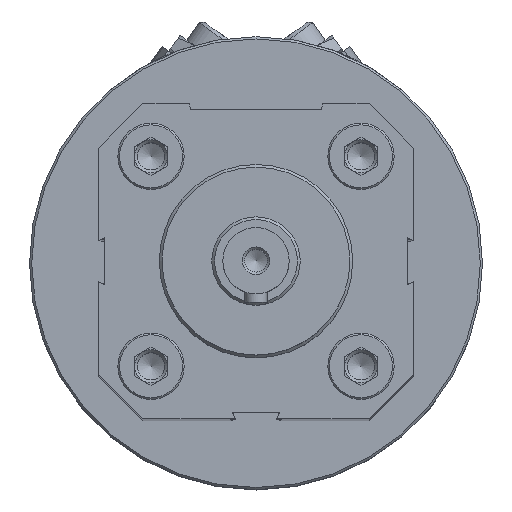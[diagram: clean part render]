
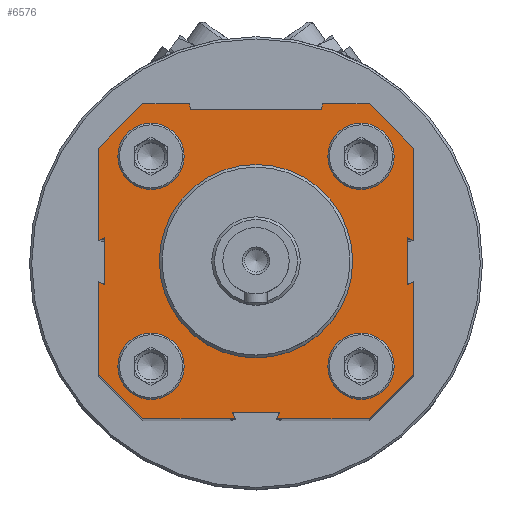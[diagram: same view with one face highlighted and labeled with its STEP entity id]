
A CAD part, top view. The second image highlights one B-rep face of the part: STEP entity #6576.
In plain terms, the highlighted face is planar.
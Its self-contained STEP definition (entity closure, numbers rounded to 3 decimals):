
#350=LINE('',#10080,#877);
#351=LINE('',#10083,#878);
#352=LINE('',#10085,#879);
#353=LINE('',#10087,#880);
#354=LINE('',#10089,#881);
#355=LINE('',#10091,#882);
#356=LINE('',#10093,#883);
#357=LINE('',#10095,#884);
#358=LINE('',#10097,#885);
#359=LINE('',#10099,#886);
#360=LINE('',#10101,#887);
#361=LINE('',#10103,#888);
#362=LINE('',#10105,#889);
#363=LINE('',#10107,#890);
#364=LINE('',#10109,#891);
#365=LINE('',#10111,#892);
#366=LINE('',#10113,#893);
#367=LINE('',#10115,#894);
#368=LINE('',#10117,#895);
#369=LINE('',#10119,#896);
#370=LINE('',#10121,#897);
#371=LINE('',#10123,#898);
#372=LINE('',#10125,#899);
#373=LINE('',#10127,#900);
#877=VECTOR('',#7947,1000.);
#878=VECTOR('',#7948,1000.);
#879=VECTOR('',#7949,1000.);
#880=VECTOR('',#7950,1000.);
#881=VECTOR('',#7951,1000.);
#882=VECTOR('',#7952,1000.);
#883=VECTOR('',#7953,1000.);
#884=VECTOR('',#7954,1000.);
#885=VECTOR('',#7955,1000.);
#886=VECTOR('',#7956,1000.);
#887=VECTOR('',#7957,1000.);
#888=VECTOR('',#7958,1000.);
#889=VECTOR('',#7959,1000.);
#890=VECTOR('',#7960,1000.);
#891=VECTOR('',#7961,1000.);
#892=VECTOR('',#7962,1000.);
#893=VECTOR('',#7963,1000.);
#894=VECTOR('',#7964,1000.);
#895=VECTOR('',#7965,1000.);
#896=VECTOR('',#7966,1000.);
#897=VECTOR('',#7967,1000.);
#898=VECTOR('',#7968,1000.);
#899=VECTOR('',#7969,1000.);
#900=VECTOR('',#7970,1000.);
#1404=ORIENTED_EDGE('',*,*,#3236,.F.);
#1405=ORIENTED_EDGE('',*,*,#3237,.F.);
#1406=ORIENTED_EDGE('',*,*,#3238,.F.);
#1407=ORIENTED_EDGE('',*,*,#3239,.F.);
#1408=ORIENTED_EDGE('',*,*,#3240,.F.);
#1409=ORIENTED_EDGE('',*,*,#3241,.F.);
#1410=ORIENTED_EDGE('',*,*,#3242,.F.);
#1411=ORIENTED_EDGE('',*,*,#3243,.F.);
#1412=ORIENTED_EDGE('',*,*,#3244,.F.);
#1413=ORIENTED_EDGE('',*,*,#3245,.F.);
#1414=ORIENTED_EDGE('',*,*,#3246,.F.);
#1415=ORIENTED_EDGE('',*,*,#3247,.F.);
#1416=ORIENTED_EDGE('',*,*,#3248,.F.);
#1417=ORIENTED_EDGE('',*,*,#3249,.F.);
#1418=ORIENTED_EDGE('',*,*,#3250,.F.);
#1419=ORIENTED_EDGE('',*,*,#3251,.F.);
#1420=ORIENTED_EDGE('',*,*,#3252,.F.);
#1421=ORIENTED_EDGE('',*,*,#3253,.F.);
#1422=ORIENTED_EDGE('',*,*,#3254,.F.);
#1423=ORIENTED_EDGE('',*,*,#3255,.F.);
#1424=ORIENTED_EDGE('',*,*,#3256,.F.);
#1425=ORIENTED_EDGE('',*,*,#3257,.F.);
#1426=ORIENTED_EDGE('',*,*,#3258,.F.);
#1427=ORIENTED_EDGE('',*,*,#3259,.F.);
#1428=ORIENTED_EDGE('',*,*,#3260,.F.);
#1429=ORIENTED_EDGE('',*,*,#3261,.F.);
#1430=ORIENTED_EDGE('',*,*,#3262,.F.);
#1431=ORIENTED_EDGE('',*,*,#3263,.F.);
#1432=ORIENTED_EDGE('',*,*,#3264,.F.);
#3236=EDGE_CURVE('',#4152,#4152,#4800,.T.);
#3237=EDGE_CURVE('',#4153,#4153,#4801,.T.);
#3238=EDGE_CURVE('',#4154,#4154,#4802,.F.);
#3239=EDGE_CURVE('',#4155,#4156,#350,.T.);
#3240=EDGE_CURVE('',#4157,#4155,#351,.T.);
#3241=EDGE_CURVE('',#4158,#4157,#352,.T.);
#3242=EDGE_CURVE('',#4159,#4158,#353,.T.);
#3243=EDGE_CURVE('',#4160,#4159,#354,.T.);
#3244=EDGE_CURVE('',#4161,#4160,#355,.T.);
#3245=EDGE_CURVE('',#4162,#4161,#356,.T.);
#3246=EDGE_CURVE('',#4163,#4162,#357,.T.);
#3247=EDGE_CURVE('',#4164,#4163,#358,.T.);
#3248=EDGE_CURVE('',#4165,#4164,#359,.T.);
#3249=EDGE_CURVE('',#4166,#4165,#360,.T.);
#3250=EDGE_CURVE('',#4167,#4166,#361,.T.);
#3251=EDGE_CURVE('',#4168,#4167,#362,.T.);
#3252=EDGE_CURVE('',#4169,#4168,#363,.T.);
#3253=EDGE_CURVE('',#4170,#4169,#364,.T.);
#3254=EDGE_CURVE('',#4171,#4170,#365,.T.);
#3255=EDGE_CURVE('',#4172,#4171,#366,.T.);
#3256=EDGE_CURVE('',#4173,#4172,#367,.T.);
#3257=EDGE_CURVE('',#4174,#4173,#368,.T.);
#3258=EDGE_CURVE('',#4175,#4174,#369,.T.);
#3259=EDGE_CURVE('',#4176,#4175,#370,.T.);
#3260=EDGE_CURVE('',#4177,#4176,#371,.T.);
#3261=EDGE_CURVE('',#4178,#4177,#372,.T.);
#3262=EDGE_CURVE('',#4156,#4178,#373,.T.);
#3263=EDGE_CURVE('',#4179,#4179,#4803,.T.);
#3264=EDGE_CURVE('',#4180,#4180,#4804,.T.);
#4152=VERTEX_POINT('',#10075);
#4153=VERTEX_POINT('',#10077);
#4154=VERTEX_POINT('',#10079);
#4155=VERTEX_POINT('',#10081);
#4156=VERTEX_POINT('',#10082);
#4157=VERTEX_POINT('',#10084);
#4158=VERTEX_POINT('',#10086);
#4159=VERTEX_POINT('',#10088);
#4160=VERTEX_POINT('',#10090);
#4161=VERTEX_POINT('',#10092);
#4162=VERTEX_POINT('',#10094);
#4163=VERTEX_POINT('',#10096);
#4164=VERTEX_POINT('',#10098);
#4165=VERTEX_POINT('',#10100);
#4166=VERTEX_POINT('',#10102);
#4167=VERTEX_POINT('',#10104);
#4168=VERTEX_POINT('',#10106);
#4169=VERTEX_POINT('',#10108);
#4170=VERTEX_POINT('',#10110);
#4171=VERTEX_POINT('',#10112);
#4172=VERTEX_POINT('',#10114);
#4173=VERTEX_POINT('',#10116);
#4174=VERTEX_POINT('',#10118);
#4175=VERTEX_POINT('',#10120);
#4176=VERTEX_POINT('',#10122);
#4177=VERTEX_POINT('',#10124);
#4178=VERTEX_POINT('',#10126);
#4179=VERTEX_POINT('',#10129);
#4180=VERTEX_POINT('',#10131);
#4800=CIRCLE('',#7135,6.);
#4801=CIRCLE('',#7136,6.);
#4802=CIRCLE('',#7137,17.5);
#4803=CIRCLE('',#7138,6.);
#4804=CIRCLE('',#7139,6.);
#5155=EDGE_LOOP('',(#1404));
#5156=EDGE_LOOP('',(#1405));
#5157=EDGE_LOOP('',(#1406));
#5158=EDGE_LOOP('',(#1407,#1408,#1409,#1410,#1411,#1412,#1413,#1414,#1415,
#1416,#1417,#1418,#1419,#1420,#1421,#1422,#1423,#1424,#1425,#1426,#1427,
#1428,#1429,#1430));
#5159=EDGE_LOOP('',(#1431));
#5160=EDGE_LOOP('',(#1432));
#5746=FACE_BOUND('',#5155,.T.);
#5747=FACE_BOUND('',#5156,.T.);
#5748=FACE_BOUND('',#5157,.T.);
#5749=FACE_BOUND('',#5158,.T.);
#5750=FACE_BOUND('',#5159,.T.);
#5751=FACE_BOUND('',#5160,.T.);
#6346=PLANE('',#7134);
#6576=ADVANCED_FACE('',(#5746,#5747,#5748,#5749,#5750,#5751),#6346,.F.);
#7134=AXIS2_PLACEMENT_3D('',#10073,#7939,#7940);
#7135=AXIS2_PLACEMENT_3D('',#10074,#7941,#7942);
#7136=AXIS2_PLACEMENT_3D('',#10076,#7943,#7944);
#7137=AXIS2_PLACEMENT_3D('',#10078,#7945,#7946);
#7138=AXIS2_PLACEMENT_3D('',#10128,#7971,#7972);
#7139=AXIS2_PLACEMENT_3D('',#10130,#7973,#7974);
#7939=DIRECTION('',(1.,0.,0.));
#7940=DIRECTION('',(0.,0.,-1.));
#7941=DIRECTION('',(-1.,0.,0.));
#7942=DIRECTION('',(0.,0.,1.));
#7943=DIRECTION('',(-1.,0.,0.));
#7944=DIRECTION('',(0.,0.,1.));
#7945=DIRECTION('',(1.,0.,0.));
#7946=DIRECTION('',(0.,0.,-1.));
#7947=DIRECTION('',(0.,-1.,0.));
#7948=DIRECTION('',(0.,0.429,0.903));
#7949=DIRECTION('',(0.,-1.,0.));
#7950=DIRECTION('',(0.,0.429,-0.903));
#7951=DIRECTION('',(0.,-1.,0.));
#7952=DIRECTION('',(0.,-0.707,0.707));
#7953=DIRECTION('',(0.,0.,1.));
#7954=DIRECTION('',(0.,0.996,0.087));
#7955=DIRECTION('',(0.,0.,1.));
#7956=DIRECTION('',(0.,-0.996,0.087));
#7957=DIRECTION('',(0.,0.,1.));
#7958=DIRECTION('',(0.,0.707,0.707));
#7959=DIRECTION('',(0.,1.,0.));
#7960=DIRECTION('',(0.,-0.429,-0.903));
#7961=DIRECTION('',(0.,1.,0.));
#7962=DIRECTION('',(0.,-0.429,0.903));
#7963=DIRECTION('',(0.,1.,0.));
#7964=DIRECTION('',(0.,0.707,-0.707));
#7965=DIRECTION('',(0.,0.,-1.));
#7966=DIRECTION('',(0.,-0.903,0.429));
#7967=DIRECTION('',(0.,0.,-1.));
#7968=DIRECTION('',(0.,0.903,0.429));
#7969=DIRECTION('',(0.,0.,-1.));
#7970=DIRECTION('',(0.,-0.707,-0.707));
#7971=DIRECTION('',(-1.,0.,0.));
#7972=DIRECTION('',(0.,0.,1.));
#7973=DIRECTION('',(-1.,0.,0.));
#7974=DIRECTION('',(0.,0.,1.));
#10073=CARTESIAN_POINT('',(-271.2,0.,0.));
#10074=CARTESIAN_POINT('',(-271.2,-19.,19.));
#10075=CARTESIAN_POINT('',(-271.2,-19.,25.));
#10076=CARTESIAN_POINT('',(-271.2,19.,-19.));
#10077=CARTESIAN_POINT('',(-271.2,19.,-13.));
#10078=CARTESIAN_POINT('',(-271.2,0.,0.));
#10079=CARTESIAN_POINT('',(-271.2,0.,-17.5));
#10080=CARTESIAN_POINT('',(-271.2,-3.734,28.5));
#10081=CARTESIAN_POINT('',(-271.2,-3.734,28.5));
#10082=CARTESIAN_POINT('',(-271.2,-20.5,28.5));
#10083=CARTESIAN_POINT('',(-271.2,-4.275,27.36));
#10084=CARTESIAN_POINT('',(-271.2,-4.275,27.36));
#10085=CARTESIAN_POINT('',(-271.2,4.275,27.36));
#10086=CARTESIAN_POINT('',(-271.2,4.275,27.36));
#10087=CARTESIAN_POINT('',(-271.2,3.734,28.5));
#10088=CARTESIAN_POINT('',(-271.2,3.734,28.5));
#10089=CARTESIAN_POINT('',(-271.2,20.5,28.5));
#10090=CARTESIAN_POINT('',(-271.2,20.5,28.5));
#10091=CARTESIAN_POINT('',(-271.2,28.5,20.5));
#10092=CARTESIAN_POINT('',(-271.2,28.5,20.5));
#10093=CARTESIAN_POINT('',(-271.2,28.5,12.));
#10094=CARTESIAN_POINT('',(-271.2,28.5,12.));
#10095=CARTESIAN_POINT('',(-271.2,27.474,11.91));
#10096=CARTESIAN_POINT('',(-271.2,27.474,11.91));
#10097=CARTESIAN_POINT('',(-271.2,27.474,-11.91));
#10098=CARTESIAN_POINT('',(-271.2,27.474,-11.91));
#10099=CARTESIAN_POINT('',(-271.2,28.5,-12.));
#10100=CARTESIAN_POINT('',(-271.2,28.5,-12.));
#10101=CARTESIAN_POINT('',(-271.2,28.5,-20.5));
#10102=CARTESIAN_POINT('',(-271.2,28.5,-20.5));
#10103=CARTESIAN_POINT('',(-271.2,20.5,-28.5));
#10104=CARTESIAN_POINT('',(-271.2,20.5,-28.5));
#10105=CARTESIAN_POINT('',(-271.2,3.734,-28.5));
#10106=CARTESIAN_POINT('',(-271.2,3.734,-28.5));
#10107=CARTESIAN_POINT('',(-271.2,4.275,-27.36));
#10108=CARTESIAN_POINT('',(-271.2,4.275,-27.36));
#10109=CARTESIAN_POINT('',(-271.2,-4.275,-27.36));
#10110=CARTESIAN_POINT('',(-271.2,-4.275,-27.36));
#10111=CARTESIAN_POINT('',(-271.2,-3.734,-28.5));
#10112=CARTESIAN_POINT('',(-271.2,-3.734,-28.5));
#10113=CARTESIAN_POINT('',(-271.2,-20.5,-28.5));
#10114=CARTESIAN_POINT('',(-271.2,-20.5,-28.5));
#10115=CARTESIAN_POINT('',(-271.2,-28.5,-20.5));
#10116=CARTESIAN_POINT('',(-271.2,-28.5,-20.5));
#10117=CARTESIAN_POINT('',(-271.2,-28.5,-3.734));
#10118=CARTESIAN_POINT('',(-271.2,-28.5,-3.734));
#10119=CARTESIAN_POINT('',(-271.2,-27.36,-4.275));
#10120=CARTESIAN_POINT('',(-271.2,-27.36,-4.275));
#10121=CARTESIAN_POINT('',(-271.2,-27.36,4.275));
#10122=CARTESIAN_POINT('',(-271.2,-27.36,4.275));
#10123=CARTESIAN_POINT('',(-271.2,-28.5,3.734));
#10124=CARTESIAN_POINT('',(-271.2,-28.5,3.734));
#10125=CARTESIAN_POINT('',(-271.2,-28.5,20.5));
#10126=CARTESIAN_POINT('',(-271.2,-28.5,20.5));
#10127=CARTESIAN_POINT('',(-271.2,-20.5,28.5));
#10128=CARTESIAN_POINT('',(-271.2,-19.,-19.));
#10129=CARTESIAN_POINT('',(-271.2,-19.,-13.));
#10130=CARTESIAN_POINT('',(-271.2,19.,19.));
#10131=CARTESIAN_POINT('',(-271.2,19.,25.));
